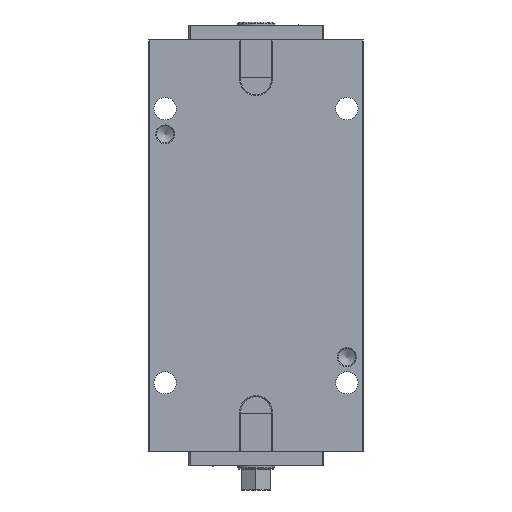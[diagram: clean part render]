
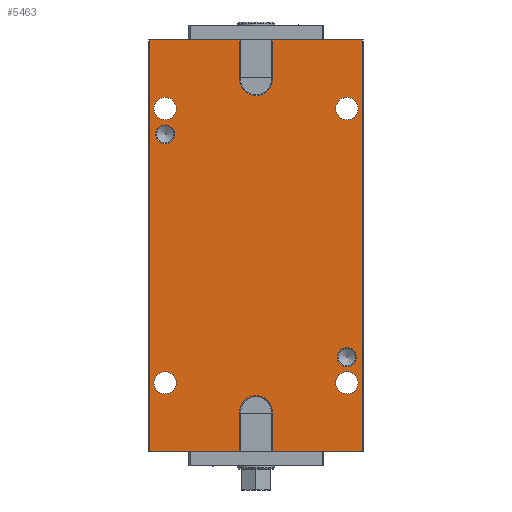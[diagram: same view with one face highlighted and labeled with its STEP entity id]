
A CAD part, front view. The second image highlights one B-rep face of the part: STEP entity #5463.
In plain terms, the highlighted planar face has unit normal (0, -1, 0).
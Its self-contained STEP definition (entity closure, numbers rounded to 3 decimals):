
#106=FACE_BOUND('',#1900,.T.);
#107=FACE_BOUND('',#1901,.T.);
#108=FACE_BOUND('',#1902,.T.);
#109=FACE_BOUND('',#1903,.T.);
#110=FACE_BOUND('',#1904,.T.);
#111=FACE_BOUND('',#1905,.T.);
#180=PLANE('',#6013);
#573=LINE('',#8762,#1123);
#575=LINE('',#8769,#1125);
#576=LINE('',#8771,#1126);
#577=LINE('',#8773,#1127);
#578=LINE('',#8775,#1128);
#579=LINE('',#8777,#1129);
#580=LINE('',#8781,#1130);
#581=LINE('',#8782,#1131);
#582=LINE('',#8784,#1132);
#583=LINE('',#8785,#1133);
#1123=VECTOR('',#6996,1000.);
#1125=VECTOR('',#7002,1000.);
#1126=VECTOR('',#7003,1000.);
#1127=VECTOR('',#7004,1000.);
#1128=VECTOR('',#7005,1000.);
#1129=VECTOR('',#7006,1000.);
#1130=VECTOR('',#7009,1000.);
#1131=VECTOR('',#7010,1000.);
#1132=VECTOR('',#7011,1000.);
#1133=VECTOR('',#7012,1000.);
#1608=FACE_OUTER_BOUND('',#1899,.T.);
#1899=EDGE_LOOP('',(#4259,#4260,#4261,#4262,#4263,#4264,#4265,#4266,#4267,
#4268,#4269,#4270));
#1900=EDGE_LOOP('',(#4271,#4272));
#1901=EDGE_LOOP('',(#4273,#4274));
#1902=EDGE_LOOP('',(#4275,#4276));
#1903=EDGE_LOOP('',(#4277,#4278));
#1904=EDGE_LOOP('',(#4279,#4280));
#1905=EDGE_LOOP('',(#4281,#4282));
#2185=CIRCLE('',#5889,5.5);
#2186=CIRCLE('',#5890,5.5);
#2191=CIRCLE('',#5898,5.5);
#2192=CIRCLE('',#5899,5.5);
#2195=CIRCLE('',#5905,6.5);
#2196=CIRCLE('',#5906,6.5);
#2199=CIRCLE('',#5910,6.5);
#2200=CIRCLE('',#5911,6.5);
#2203=CIRCLE('',#5915,6.5);
#2204=CIRCLE('',#5916,6.5);
#2207=CIRCLE('',#5920,6.5);
#2208=CIRCLE('',#5921,6.5);
#2244=CIRCLE('',#6014,9.5);
#2245=CIRCLE('',#6015,9.5);
#2438=VERTEX_POINT('',#8263);
#2439=VERTEX_POINT('',#8265);
#2445=VERTEX_POINT('',#8282);
#2446=VERTEX_POINT('',#8284);
#2450=VERTEX_POINT('',#8297);
#2451=VERTEX_POINT('',#8298);
#2454=VERTEX_POINT('',#8307);
#2455=VERTEX_POINT('',#8308);
#2458=VERTEX_POINT('',#8317);
#2459=VERTEX_POINT('',#8318);
#2462=VERTEX_POINT('',#8327);
#2463=VERTEX_POINT('',#8328);
#2610=VERTEX_POINT('',#8759);
#2611=VERTEX_POINT('',#8761);
#2612=VERTEX_POINT('',#8765);
#2613=VERTEX_POINT('',#8766);
#2614=VERTEX_POINT('',#8768);
#2615=VERTEX_POINT('',#8770);
#2616=VERTEX_POINT('',#8772);
#2617=VERTEX_POINT('',#8774);
#2618=VERTEX_POINT('',#8776);
#2619=VERTEX_POINT('',#8778);
#2620=VERTEX_POINT('',#8780);
#2621=VERTEX_POINT('',#8783);
#3030=EDGE_CURVE('',#2438,#2439,#2185,.T.);
#3031=EDGE_CURVE('',#2439,#2438,#2186,.T.);
#3039=EDGE_CURVE('',#2445,#2446,#2191,.T.);
#3040=EDGE_CURVE('',#2446,#2445,#2192,.T.);
#3045=EDGE_CURVE('',#2450,#2451,#2195,.T.);
#3046=EDGE_CURVE('',#2451,#2450,#2196,.T.);
#3050=EDGE_CURVE('',#2454,#2455,#2199,.T.);
#3051=EDGE_CURVE('',#2455,#2454,#2200,.T.);
#3055=EDGE_CURVE('',#2458,#2459,#2203,.T.);
#3056=EDGE_CURVE('',#2459,#2458,#2204,.T.);
#3060=EDGE_CURVE('',#2462,#2463,#2207,.T.);
#3061=EDGE_CURVE('',#2463,#2462,#2208,.T.);
#3259=EDGE_CURVE('',#2611,#2610,#573,.T.);
#3261=EDGE_CURVE('',#2612,#2613,#2244,.T.);
#3262=EDGE_CURVE('',#2613,#2614,#575,.T.);
#3263=EDGE_CURVE('',#2614,#2615,#576,.T.);
#3264=EDGE_CURVE('',#2616,#2615,#577,.T.);
#3265=EDGE_CURVE('',#2617,#2616,#578,.T.);
#3266=EDGE_CURVE('',#2617,#2618,#579,.T.);
#3267=EDGE_CURVE('',#2618,#2619,#2245,.T.);
#3268=EDGE_CURVE('',#2619,#2620,#580,.T.);
#3269=EDGE_CURVE('',#2611,#2620,#581,.T.);
#3270=EDGE_CURVE('',#2610,#2621,#582,.T.);
#3271=EDGE_CURVE('',#2621,#2612,#583,.T.);
#4259=ORIENTED_EDGE('',*,*,#3261,.T.);
#4260=ORIENTED_EDGE('',*,*,#3262,.T.);
#4261=ORIENTED_EDGE('',*,*,#3263,.T.);
#4262=ORIENTED_EDGE('',*,*,#3264,.F.);
#4263=ORIENTED_EDGE('',*,*,#3265,.F.);
#4264=ORIENTED_EDGE('',*,*,#3266,.T.);
#4265=ORIENTED_EDGE('',*,*,#3267,.T.);
#4266=ORIENTED_EDGE('',*,*,#3268,.T.);
#4267=ORIENTED_EDGE('',*,*,#3269,.F.);
#4268=ORIENTED_EDGE('',*,*,#3259,.T.);
#4269=ORIENTED_EDGE('',*,*,#3270,.T.);
#4270=ORIENTED_EDGE('',*,*,#3271,.T.);
#4271=ORIENTED_EDGE('',*,*,#3031,.F.);
#4272=ORIENTED_EDGE('',*,*,#3030,.F.);
#4273=ORIENTED_EDGE('',*,*,#3040,.F.);
#4274=ORIENTED_EDGE('',*,*,#3039,.F.);
#4275=ORIENTED_EDGE('',*,*,#3045,.T.);
#4276=ORIENTED_EDGE('',*,*,#3046,.T.);
#4277=ORIENTED_EDGE('',*,*,#3050,.T.);
#4278=ORIENTED_EDGE('',*,*,#3051,.T.);
#4279=ORIENTED_EDGE('',*,*,#3055,.T.);
#4280=ORIENTED_EDGE('',*,*,#3056,.T.);
#4281=ORIENTED_EDGE('',*,*,#3060,.T.);
#4282=ORIENTED_EDGE('',*,*,#3061,.T.);
#5463=ADVANCED_FACE('',(#1608,#106,#107,#108,#109,#110,#111),#180,.F.);
#5889=AXIS2_PLACEMENT_3D('',#8266,#6590,#6591);
#5890=AXIS2_PLACEMENT_3D('',#8267,#6592,#6593);
#5898=AXIS2_PLACEMENT_3D('',#8285,#6611,#6612);
#5899=AXIS2_PLACEMENT_3D('',#8286,#6613,#6614);
#5905=AXIS2_PLACEMENT_3D('',#8299,#6627,#6628);
#5906=AXIS2_PLACEMENT_3D('',#8300,#6629,#6630);
#5910=AXIS2_PLACEMENT_3D('',#8309,#6638,#6639);
#5911=AXIS2_PLACEMENT_3D('',#8310,#6640,#6641);
#5915=AXIS2_PLACEMENT_3D('',#8319,#6649,#6650);
#5916=AXIS2_PLACEMENT_3D('',#8320,#6651,#6652);
#5920=AXIS2_PLACEMENT_3D('',#8329,#6660,#6661);
#5921=AXIS2_PLACEMENT_3D('',#8330,#6662,#6663);
#6013=AXIS2_PLACEMENT_3D('',#8764,#6998,#6999);
#6014=AXIS2_PLACEMENT_3D('',#8767,#7000,#7001);
#6015=AXIS2_PLACEMENT_3D('',#8779,#7007,#7008);
#6590=DIRECTION('center_axis',(0.,-1.,0.));
#6591=DIRECTION('ref_axis',(0.,0.,-1.));
#6592=DIRECTION('center_axis',(0.,-1.,0.));
#6593=DIRECTION('ref_axis',(0.,0.,-1.));
#6611=DIRECTION('center_axis',(0.,-1.,0.));
#6612=DIRECTION('ref_axis',(0.,0.,-1.));
#6613=DIRECTION('center_axis',(0.,-1.,0.));
#6614=DIRECTION('ref_axis',(0.,0.,-1.));
#6627=DIRECTION('center_axis',(0.,1.,0.));
#6628=DIRECTION('ref_axis',(-1.,0.,0.));
#6629=DIRECTION('center_axis',(0.,1.,0.));
#6630=DIRECTION('ref_axis',(-1.,0.,0.));
#6638=DIRECTION('center_axis',(0.,1.,0.));
#6639=DIRECTION('ref_axis',(-1.,0.,0.));
#6640=DIRECTION('center_axis',(0.,1.,0.));
#6641=DIRECTION('ref_axis',(-1.,0.,0.));
#6649=DIRECTION('center_axis',(0.,1.,0.));
#6650=DIRECTION('ref_axis',(-1.,0.,0.));
#6651=DIRECTION('center_axis',(0.,1.,0.));
#6652=DIRECTION('ref_axis',(-1.,0.,0.));
#6660=DIRECTION('center_axis',(0.,1.,0.));
#6661=DIRECTION('ref_axis',(-1.,0.,0.));
#6662=DIRECTION('center_axis',(0.,1.,0.));
#6663=DIRECTION('ref_axis',(-1.,0.,0.));
#6996=DIRECTION('',(0.,0.,-1.));
#6998=DIRECTION('center_axis',(0.,1.,0.));
#6999=DIRECTION('ref_axis',(-1.,0.,0.));
#7000=DIRECTION('center_axis',(0.,1.,0.));
#7001=DIRECTION('ref_axis',(-1.,0.,0.));
#7002=DIRECTION('',(0.,0.,-1.));
#7003=DIRECTION('',(1.,0.,0.));
#7004=DIRECTION('',(0.,0.,-1.));
#7005=DIRECTION('',(1.,0.,0.));
#7006=DIRECTION('',(0.,0.,-1.));
#7007=DIRECTION('center_axis',(0.,1.,0.));
#7008=DIRECTION('ref_axis',(-1.,0.,0.));
#7009=DIRECTION('',(0.,0.,1.));
#7010=DIRECTION('',(1.,0.,0.));
#7011=DIRECTION('',(1.,0.,0.));
#7012=DIRECTION('',(0.,0.,1.));
#8263=CARTESIAN_POINT('',(-53.,0.,70.5));
#8265=CARTESIAN_POINT('',(-53.,0.,59.5));
#8266=CARTESIAN_POINT('Origin',(-53.,0.,65.));
#8267=CARTESIAN_POINT('Origin',(-53.,0.,65.));
#8282=CARTESIAN_POINT('',(53.,0.,-59.5));
#8284=CARTESIAN_POINT('',(53.,0.,-70.5));
#8285=CARTESIAN_POINT('Origin',(53.,0.,-65.));
#8286=CARTESIAN_POINT('Origin',(53.,0.,-65.));
#8297=CARTESIAN_POINT('',(46.5,0.,-80.));
#8298=CARTESIAN_POINT('',(59.5,0.,-80.));
#8299=CARTESIAN_POINT('Origin',(53.,0.,
-80.));
#8300=CARTESIAN_POINT('Origin',(53.,0.,
-80.));
#8307=CARTESIAN_POINT('',(46.5,0.,80.));
#8308=CARTESIAN_POINT('',(59.5,0.,80.));
#8309=CARTESIAN_POINT('Origin',(53.,0.,
80.));
#8310=CARTESIAN_POINT('Origin',(53.,0.,
80.));
#8317=CARTESIAN_POINT('',(-59.5,0.,-80.));
#8318=CARTESIAN_POINT('',(-46.5,0.,-80.));
#8319=CARTESIAN_POINT('Origin',(-53.,0.,
-80.));
#8320=CARTESIAN_POINT('Origin',(-53.,0.,
-80.));
#8327=CARTESIAN_POINT('',(-59.5,0.,80.));
#8328=CARTESIAN_POINT('',(-46.5,0.,80.));
#8329=CARTESIAN_POINT('Origin',(-53.,0.,
80.));
#8330=CARTESIAN_POINT('Origin',(-53.,0.,
80.));
#8759=CARTESIAN_POINT('',(-61.97,0.,-120.));
#8761=CARTESIAN_POINT('',(-61.97,0.,120.));
#8762=CARTESIAN_POINT('',(-61.97,0.,120.));
#8764=CARTESIAN_POINT('Origin',(-61.97,0.,
120.));
#8765=CARTESIAN_POINT('',(-9.5,0.,-97.));
#8766=CARTESIAN_POINT('',(9.5,0.,-97.));
#8767=CARTESIAN_POINT('Origin',(0.,0.,
-97.));
#8768=CARTESIAN_POINT('',(9.5,0.,-120.));
#8769=CARTESIAN_POINT('',(9.5,0.,120.));
#8770=CARTESIAN_POINT('',(61.97,0.,-120.));
#8771=CARTESIAN_POINT('',(-61.97,0.,-120.));
#8772=CARTESIAN_POINT('',(61.97,0.,120.));
#8773=CARTESIAN_POINT('',(61.97,0.,120.));
#8774=CARTESIAN_POINT('',(9.5,0.,120.));
#8775=CARTESIAN_POINT('',(-61.97,0.,120.));
#8776=CARTESIAN_POINT('',(9.5,0.,97.));
#8777=CARTESIAN_POINT('',(9.5,0.,120.));
#8778=CARTESIAN_POINT('',(-9.5,0.,97.));
#8779=CARTESIAN_POINT('Origin',(0.,0.,
97.));
#8780=CARTESIAN_POINT('',(-9.5,0.,120.));
#8781=CARTESIAN_POINT('',(-9.5,0.,120.));
#8782=CARTESIAN_POINT('',(-61.97,0.,120.));
#8783=CARTESIAN_POINT('',(-9.5,0.,-120.));
#8784=CARTESIAN_POINT('',(-61.97,0.,-120.));
#8785=CARTESIAN_POINT('',(-9.5,0.,120.));
